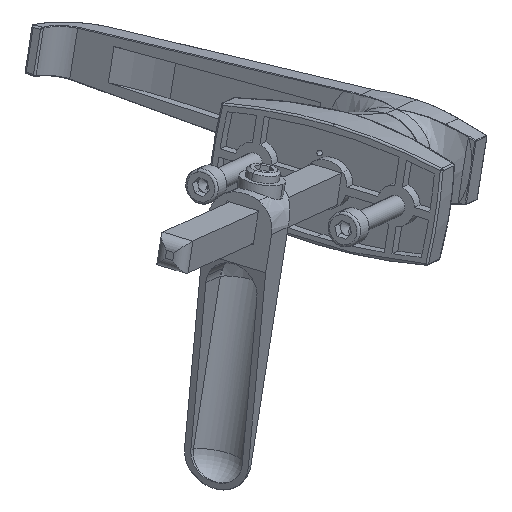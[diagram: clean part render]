
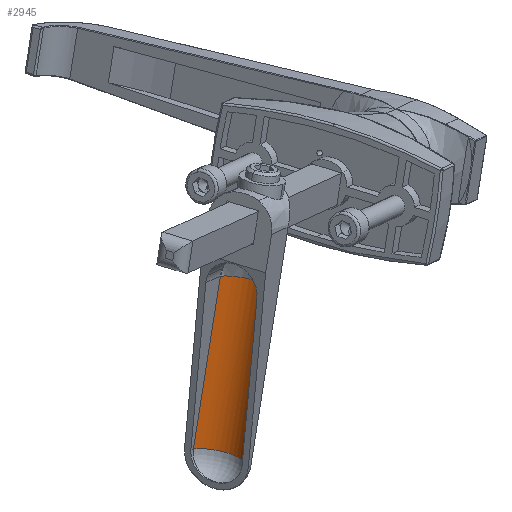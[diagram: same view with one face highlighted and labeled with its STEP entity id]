
A CAD part, front view. The second image highlights one B-rep face of the part: STEP entity #2945.
In plain terms, the highlighted cylindrical face has radius 7.82 mm (diameter 15.64 mm), a partial arc.
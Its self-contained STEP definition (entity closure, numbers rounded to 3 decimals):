
#513 = CIRCLE ( 'NONE', #1276, 7.82 ) ;
#695 = LINE ( 'NONE', #9225, #758 ) ;
#722 = CIRCLE ( 'NONE', #1280, 7.82 ) ;
#758 = VECTOR ( 'NONE', #9238, 1000. ) ;
#1276 = AXIS2_PLACEMENT_3D ( 'NONE', #2160, #2163, #2165 ) ;
#1280 = AXIS2_PLACEMENT_3D ( 'NONE', #2198, #2127, #2131 ) ;
#1419 = AXIS2_PLACEMENT_3D ( 'NONE', #3632, #3060, #3064 ) ;
#1434 = AXIS2_PLACEMENT_3D ( 'NONE', #1843, #1809, #1773 ) ;
#1773 = DIRECTION ( 'NONE',  ( -0.879, 0.397, 0.264 ) ) ;
#1809 = DIRECTION ( 'NONE',  ( 0.146, -0.302, 0.942 ) ) ;
#1824 = DIRECTION ( 'NONE',  ( 0.146, -0.302, 0.942 ) ) ;
#1843 = CARTESIAN_POINT ( 'NONE',  ( 333.582, 36.259, -144.439 ) ) ;
#1895 = CARTESIAN_POINT ( 'NONE',  ( 347.612, 23.857, -104.949 ) ) ;
#2127 = DIRECTION ( 'NONE',  ( 0.146, -0.302, 0.942 ) ) ;
#2131 = DIRECTION ( 'NONE',  ( -0.879, 0.397, 0.264 ) ) ;
#2160 = CARTESIAN_POINT ( 'NONE',  ( 339.88, 23.254, -103.94 ) ) ;
#2163 = DIRECTION ( 'NONE',  ( 0.146, -0.302, 0.942 ) ) ;
#2165 = DIRECTION ( 'NONE',  ( -0.879, 0.397, 0.264 ) ) ;
#2198 = CARTESIAN_POINT ( 'NONE',  ( 339.88, 23.254, -103.94 ) ) ;
#2945 = ADVANCED_FACE ( 'NONE', ( #6046 ), #6723, .F. ) ;
#3060 = DIRECTION ( 'NONE',  ( 0.146, -0.302, 0.942 ) ) ;
#3064 = DIRECTION ( 'NONE',  ( -0.879, 0.397, 0.264 ) ) ;
#3632 = CARTESIAN_POINT ( 'NONE',  ( 339.88, 23.254, -103.94 ) ) ;
#4424 = ORIENTED_EDGE ( 'NONE', *, *, #4829, .T. ) ;
#4448 = ORIENTED_EDGE ( 'NONE', *, *, #5029, .T. ) ;
#4515 = ORIENTED_EDGE ( 'NONE', *, *, #5091, .T. ) ;
#4577 = ORIENTED_EDGE ( 'NONE', *, *, #5018, .T. ) ;
#4634 = ORIENTED_EDGE ( 'NONE', *, *, #4836, .F. ) ;
#4829 = EDGE_CURVE ( 'NONE', #6139, #6444, #6134, .T. ) ;
#4836 = EDGE_CURVE ( 'NONE', #6139, #6724, #6886, .T. ) ;
#5018 = EDGE_CURVE ( 'NONE', #6444, #6466, #722, .T. ) ;
#5029 = EDGE_CURVE ( 'NONE', #6466, #6367, #513, .T. ) ;
#5091 = EDGE_CURVE ( 'NONE', #6367, #6724, #695, .T. ) ;
#6046 = FACE_OUTER_BOUND ( 'NONE', #6974, .T. ) ;
#6134 = LINE ( 'NONE', #1895, #6253 ) ;
#6139 = VERTEX_POINT ( 'NONE', #7593 ) ;
#6253 = VECTOR ( 'NONE', #1824, 1000. ) ;
#6367 = VERTEX_POINT ( 'NONE', #7678 ) ;
#6444 = VERTEX_POINT ( 'NONE', #7715 ) ;
#6466 = VERTEX_POINT ( 'NONE', #7719 ) ;
#6723 = CYLINDRICAL_SURFACE ( 'NONE', #1419, 7.82 ) ;
#6724 = VERTEX_POINT ( 'NONE', #7825 ) ;
#6886 = CIRCLE ( 'NONE', #1434, 7.82 ) ;
#6974 = EDGE_LOOP ( 'NONE', ( #4634, #4424, #4577, #4448, #4515 ) ) ;
#7593 = CARTESIAN_POINT ( 'NONE',  ( 341.313, 36.861, -145.448 ) ) ;
#7678 = CARTESIAN_POINT ( 'NONE',  ( 335.615, 29.272, -101.344 ) ) ;
#7715 = CARTESIAN_POINT ( 'NONE',  ( 347.612, 23.857, -104.949 ) ) ;
#7719 = CARTESIAN_POINT ( 'NONE',  ( 335.855, 29.43, -101.331 ) ) ;
#7825 = CARTESIAN_POINT ( 'NONE',  ( 329.316, 42.277, -141.844 ) ) ;
#9225 = CARTESIAN_POINT ( 'NONE',  ( 335.615, 29.272, -101.344 ) ) ;
#9238 = DIRECTION ( 'NONE',  ( -0.146, 0.302, -0.942 ) ) ;
